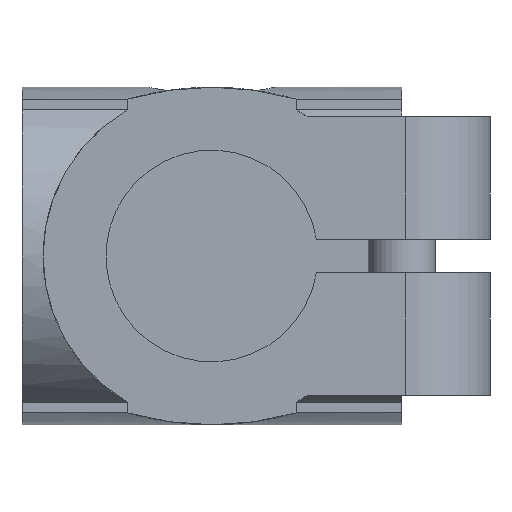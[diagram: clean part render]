
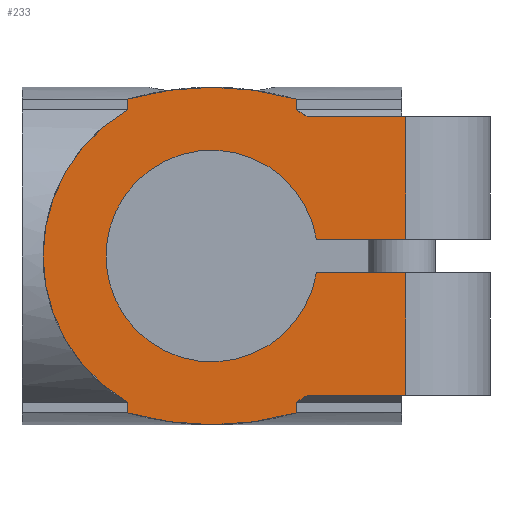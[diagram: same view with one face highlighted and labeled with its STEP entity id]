
A CAD part, front view. The second image highlights one B-rep face of the part: STEP entity #233.
In plain terms, the highlighted planar face has unit normal (0, -1, 0).
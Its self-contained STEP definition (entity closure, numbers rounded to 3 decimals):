
#233 = ADVANCED_FACE( '', ( #605 ), #606, .F. );
#605 = FACE_OUTER_BOUND( '', #1138, .T. );
#606 = PLANE( '', #1139 );
#1138 = EDGE_LOOP( '', ( #1789, #1790, #1791, #1792, #1793, #1794, #1795, #1796, #1797, #1798, #1799, #1800, #1801, #1802, #1803, #1804 ) );
#1139 = AXIS2_PLACEMENT_3D( '', #1805, #1806, #1807 );
#1789 = ORIENTED_EDGE( '', *, *, #3201, .T. );
#1790 = ORIENTED_EDGE( '', *, *, #3202, .T. );
#1791 = ORIENTED_EDGE( '', *, *, #3203, .T. );
#1792 = ORIENTED_EDGE( '', *, *, #3204, .F. );
#1793 = ORIENTED_EDGE( '', *, *, #3205, .F. );
#1794 = ORIENTED_EDGE( '', *, *, #3206, .F. );
#1795 = ORIENTED_EDGE( '', *, *, #3207, .F. );
#1796 = ORIENTED_EDGE( '', *, *, #3107, .F. );
#1797 = ORIENTED_EDGE( '', *, *, #3208, .F. );
#1798 = ORIENTED_EDGE( '', *, *, #3209, .F. );
#1799 = ORIENTED_EDGE( '', *, *, #3210, .F. );
#1800 = ORIENTED_EDGE( '', *, *, #3211, .F. );
#1801 = ORIENTED_EDGE( '', *, *, #3212, .F. );
#1802 = ORIENTED_EDGE( '', *, *, #3213, .F. );
#1803 = ORIENTED_EDGE( '', *, *, #3214, .T. );
#1804 = ORIENTED_EDGE( '', *, *, #3215, .F. );
#1805 = CARTESIAN_POINT( '', ( 0., 0., 0. ) );
#1806 = DIRECTION( '', ( 0., 1., 0. ) );
#1807 = DIRECTION( '', ( 0., 0., 1. ) );
#3107 = EDGE_CURVE( '', #3705, #3707, #3708, .T. );
#3201 = EDGE_CURVE( '', #3872, #3873, #3874, .T. );
#3202 = EDGE_CURVE( '', #3873, #3875, #3876, .T. );
#3203 = EDGE_CURVE( '', #3875, #3877, #3878, .T. );
#3204 = EDGE_CURVE( '', #3879, #3877, #3880, .T. );
#3205 = EDGE_CURVE( '', #3881, #3879, #3882, .T. );
#3206 = EDGE_CURVE( '', #3883, #3881, #3884, .T. );
#3207 = EDGE_CURVE( '', #3707, #3883, #3885, .T. );
#3208 = EDGE_CURVE( '', #3886, #3705, #3887, .T. );
#3209 = EDGE_CURVE( '', #3888, #3886, #3889, .T. );
#3210 = EDGE_CURVE( '', #3890, #3888, #3891, .T. );
#3211 = EDGE_CURVE( '', #3892, #3890, #3893, .T. );
#3212 = EDGE_CURVE( '', #3894, #3892, #3895, .T. );
#3213 = EDGE_CURVE( '', #3896, #3894, #3897, .T. );
#3214 = EDGE_CURVE( '', #3896, #3898, #3899, .T. );
#3215 = EDGE_CURVE( '', #3872, #3898, #3900, .T. );
#3705 = VERTEX_POINT( '', #4603 );
#3707 = VERTEX_POINT( '', #4606 );
#3708 = CIRCLE( '', #4607, 36. );
#3872 = VERTEX_POINT( '', #4866 );
#3873 = VERTEX_POINT( '', #4867 );
#3874 = LINE( '', #4868, #4869 );
#3875 = VERTEX_POINT( '', #4870 );
#3876 = CIRCLE( '', #4871, 12.55 );
#3877 = VERTEX_POINT( '', #4872 );
#3878 = LINE( '', #4873, #4874 );
#3879 = VERTEX_POINT( '', #4875 );
#3880 = LINE( '', #4876, #4877 );
#3881 = VERTEX_POINT( '', #4878 );
#3882 = LINE( '', #4879, #4880 );
#3883 = VERTEX_POINT( '', #4881 );
#3884 = CIRCLE( '', #4882, 20. );
#3885 = LINE( '', #4883, #4884 );
#3886 = VERTEX_POINT( '', #4885 );
#3887 = LINE( '', #4886, #4887 );
#3888 = VERTEX_POINT( '', #4888 );
#3889 = CIRCLE( '', #4889, 20. );
#3890 = VERTEX_POINT( '', #4890 );
#3891 = LINE( '', #4891, #4892 );
#3892 = VERTEX_POINT( '', #4893 );
#3893 = CIRCLE( '', #4894, 36. );
#3894 = VERTEX_POINT( '', #4895 );
#3895 = LINE( '', #4896, #4897 );
#3896 = VERTEX_POINT( '', #4898 );
#3897 = CIRCLE( '', #4899, 20. );
#3898 = VERTEX_POINT( '', #4900 );
#3899 = LINE( '', #4901, #4902 );
#3900 = LINE( '', #4903, #4904 );
#4603 = CARTESIAN_POINT( '', ( -10., 0., 18.583 ) );
#4606 = CARTESIAN_POINT( '', ( 10., 0., 18.583 ) );
#4607 = AXIS2_PLACEMENT_3D( '', #5923, #5924, #5925 );
#4866 = CARTESIAN_POINT( '', ( 23., 0., -2. ) );
#4867 = CARTESIAN_POINT( '', ( 12.39, 0., -2. ) );
#4868 = CARTESIAN_POINT( '', ( 33., 0., -2. ) );
#4869 = VECTOR( '', #6029, 1000. );
#4870 = CARTESIAN_POINT( '', ( 12.39, 0., 2. ) );
#4871 = AXIS2_PLACEMENT_3D( '', #6030, #6031, #6032 );
#4872 = CARTESIAN_POINT( '', ( 23., 0., 2. ) );
#4873 = CARTESIAN_POINT( '', ( 12.39, 0., 2. ) );
#4874 = VECTOR( '', #6033, 1000. );
#4875 = CARTESIAN_POINT( '', ( 23., 0., 16.5 ) );
#4876 = CARTESIAN_POINT( '', ( 23., 0., 16.5 ) );
#4877 = VECTOR( '', #6034, 1000. );
#4878 = CARTESIAN_POINT( '', ( 11.303, 0., 16.5 ) );
#4879 = CARTESIAN_POINT( '', ( 0., 0., 16.5 ) );
#4880 = VECTOR( '', #6035, 1000. );
#4881 = CARTESIAN_POINT( '', ( 10., 0., 17.321 ) );
#4882 = AXIS2_PLACEMENT_3D( '', #6036, #6037, #6038 );
#4883 = CARTESIAN_POINT( '', ( 10., 0., 18.583 ) );
#4884 = VECTOR( '', #6039, 1000. );
#4885 = CARTESIAN_POINT( '', ( -10., 0., 17.321 ) );
#4886 = CARTESIAN_POINT( '', ( -10., 0., -18.583 ) );
#4887 = VECTOR( '', #6040, 1000. );
#4888 = CARTESIAN_POINT( '', ( -10., 0., -17.321 ) );
#4889 = AXIS2_PLACEMENT_3D( '', #6041, #6042, #6043 );
#4890 = CARTESIAN_POINT( '', ( -10., 0., -18.583 ) );
#4891 = CARTESIAN_POINT( '', ( -10., 0., -18.583 ) );
#4892 = VECTOR( '', #6044, 1000. );
#4893 = CARTESIAN_POINT( '', ( 10., 0., -18.583 ) );
#4894 = AXIS2_PLACEMENT_3D( '', #6045, #6046, #6047 );
#4895 = CARTESIAN_POINT( '', ( 10., 0., -17.321 ) );
#4896 = CARTESIAN_POINT( '', ( 10., 0., 18.583 ) );
#4897 = VECTOR( '', #6048, 1000. );
#4898 = CARTESIAN_POINT( '', ( 11.303, 0., -16.5 ) );
#4899 = AXIS2_PLACEMENT_3D( '', #6049, #6050, #6051 );
#4900 = CARTESIAN_POINT( '', ( 23., 0., -16.5 ) );
#4901 = CARTESIAN_POINT( '', ( 0., 0., -16.5 ) );
#4902 = VECTOR( '', #6052, 1000. );
#4903 = CARTESIAN_POINT( '', ( 23., 0., 16.5 ) );
#4904 = VECTOR( '', #6053, 1000. );
#5923 = CARTESIAN_POINT( '', ( 0., 0., -16. ) );
#5924 = DIRECTION( '', ( 0., 1., 0. ) );
#5925 = DIRECTION( '', ( 1., 0., 0. ) );
#6029 = DIRECTION( '', ( -1., 0., 0. ) );
#6030 = CARTESIAN_POINT( '', ( 0., 0., 0. ) );
#6031 = DIRECTION( '', ( 0., 1., 0. ) );
#6032 = DIRECTION( '', ( 1., 0., 0. ) );
#6033 = DIRECTION( '', ( 1., 0., 0. ) );
#6034 = DIRECTION( '', ( 0., 0., -1. ) );
#6035 = DIRECTION( '', ( 1., 0., 0. ) );
#6036 = CARTESIAN_POINT( '', ( 0., 0., 0. ) );
#6037 = DIRECTION( '', ( 0., 1., 0. ) );
#6038 = DIRECTION( '', ( 1., 0., 0. ) );
#6039 = DIRECTION( '', ( 0., 0., -1. ) );
#6040 = DIRECTION( '', ( 0., 0., 1. ) );
#6041 = CARTESIAN_POINT( '', ( 0., 0., 0. ) );
#6042 = DIRECTION( '', ( 0., 1., 0. ) );
#6043 = DIRECTION( '', ( 1., 0., 0. ) );
#6044 = DIRECTION( '', ( 0., 0., 1. ) );
#6045 = CARTESIAN_POINT( '', ( 0., 0., 16. ) );
#6046 = DIRECTION( '', ( 0., 1., 0. ) );
#6047 = DIRECTION( '', ( 1., 0., 0. ) );
#6048 = DIRECTION( '', ( 0., 0., -1. ) );
#6049 = CARTESIAN_POINT( '', ( 0., 0., 0. ) );
#6050 = DIRECTION( '', ( 0., 1., 0. ) );
#6051 = DIRECTION( '', ( 1., 0., 0. ) );
#6052 = DIRECTION( '', ( 1., 0., 0. ) );
#6053 = DIRECTION( '', ( 0., 0., -1. ) );
